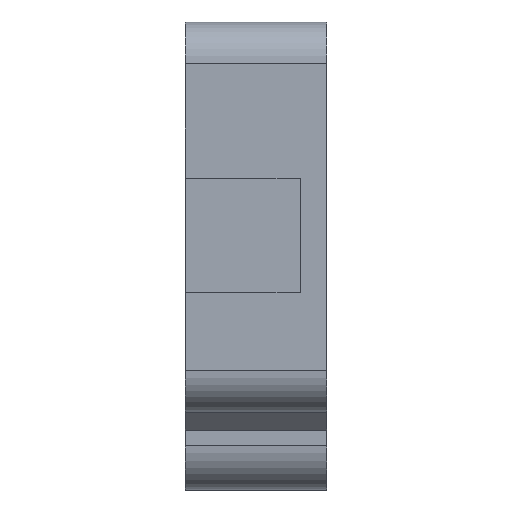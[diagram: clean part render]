
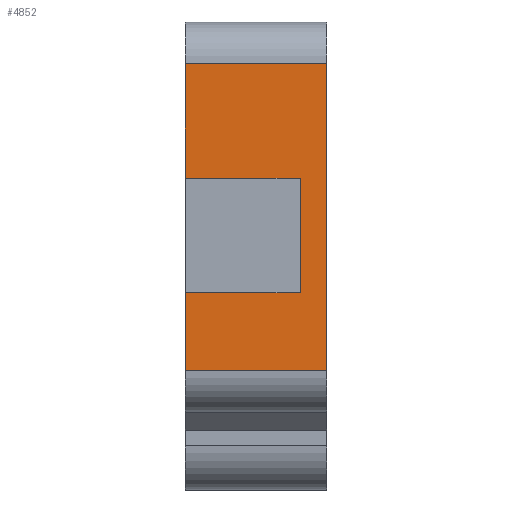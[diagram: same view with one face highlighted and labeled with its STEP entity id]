
A CAD part, left-side view. The second image highlights one B-rep face of the part: STEP entity #4852.
In plain terms, the highlighted planar face has unit normal (-1, 0, 0).
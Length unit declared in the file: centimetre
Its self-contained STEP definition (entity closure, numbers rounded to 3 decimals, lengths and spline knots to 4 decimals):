
#16 = VERTEX_POINT ( 'NONE', #4260 ) ;
#89 = FACE_OUTER_BOUND ( 'NONE', #3976, .T. ) ;
#139 = EDGE_CURVE ( 'NONE', #4046, #5553, #6081, .T. ) ;
#241 = CARTESIAN_POINT ( 'NONE',  ( -7.1862, -2.12, -2.3212 ) ) ;
#518 = DIRECTION ( 'NONE',  ( 0., 1., 0. ) ) ;
#568 = AXIS2_PLACEMENT_3D ( 'NONE', #3860, #5757, #582 ) ;
#582 = DIRECTION ( 'NONE',  ( 0., 0., -1. ) ) ;
#715 = CARTESIAN_POINT ( 'NONE',  ( -7.1862, -1.7225, 0. ) ) ;
#760 = EDGE_CURVE ( 'NONE', #2960, #4338, #1591, .T. ) ;
#846 = CARTESIAN_POINT ( 'NONE',  ( -7.1862, -2.12, -0.5987 ) ) ;
#861 = LINE ( 'NONE', #5048, #3050 ) ;
#900 = DIRECTION ( 'NONE',  ( 0., 0., -1. ) ) ;
#950 = LINE ( 'NONE', #1013, #1886 ) ;
#1003 = VECTOR ( 'NONE', #2067, 100. ) ;
#1013 = CARTESIAN_POINT ( 'NONE',  ( -7.1862, -2.12, -4.0335 ) ) ;
#1088 = ORIENTED_EDGE ( 'NONE', *, *, #3627, .T. ) ;
#1591 = LINE ( 'NONE', #715, #2969 ) ;
#1721 = CARTESIAN_POINT ( 'NONE',  ( -7.1862, -1.7225, -2.3212 ) ) ;
#1856 = CARTESIAN_POINT ( 'NONE',  ( -7.1862, 0., 0. ) ) ;
#1873 = CARTESIAN_POINT ( 'NONE',  ( -7.1862, 0., -0.5987 ) ) ;
#1886 = VECTOR ( 'NONE', #518, 100. ) ;
#1893 = ORIENTED_EDGE ( 'NONE', *, *, #4693, .F. ) ;
#1938 = EDGE_CURVE ( 'NONE', #16, #4046, #3168, .T. ) ;
#1973 = PLANE ( 'NONE',  #568 ) ;
#2067 = DIRECTION ( 'NONE',  ( 0., 1., 0. ) ) ;
#2141 = VERTEX_POINT ( 'NONE', #4249 ) ;
#2351 = CARTESIAN_POINT ( 'NONE',  ( -7.1862, -2.12, -5.2045 ) ) ;
#2613 = LINE ( 'NONE', #1856, #3524 ) ;
#2620 = ORIENTED_EDGE ( 'NONE', *, *, #1938, .T. ) ;
#2660 = DIRECTION ( 'NONE',  ( 0., 0., -1. ) ) ;
#2839 = CARTESIAN_POINT ( 'NONE',  ( -7.1862, -1.7225, -4.0335 ) ) ;
#2960 = VERTEX_POINT ( 'NONE', #2839 ) ;
#2969 = VECTOR ( 'NONE', #4024, 100. ) ;
#3016 = CARTESIAN_POINT ( 'NONE',  ( -7.1862, 0., -4.0335 ) ) ;
#3050 = VECTOR ( 'NONE', #6043, 100. ) ;
#3141 = VECTOR ( 'NONE', #2660, 100. ) ;
#3160 = VECTOR ( 'NONE', #4651, 100. ) ;
#3168 = LINE ( 'NONE', #846, #3721 ) ;
#3280 = ORIENTED_EDGE ( 'NONE', *, *, #3735, .F. ) ;
#3352 = ORIENTED_EDGE ( 'NONE', *, *, #760, .F. ) ;
#3524 = VECTOR ( 'NONE', #900, 100. ) ;
#3586 = CARTESIAN_POINT ( 'NONE',  ( -7.1862, -2.12, 0. ) ) ;
#3627 = EDGE_CURVE ( 'NONE', #2960, #4241, #950, .T. ) ;
#3721 = VECTOR ( 'NONE', #5969, 100. ) ;
#3735 = EDGE_CURVE ( 'NONE', #4338, #5553, #4012, .T. ) ;
#3750 = CARTESIAN_POINT ( 'NONE',  ( -7.1862, 0., 0. ) ) ;
#3798 = CARTESIAN_POINT ( 'NONE',  ( -7.1862, 0., -2.3212 ) ) ;
#3860 = CARTESIAN_POINT ( 'NONE',  ( -7.1862, -2.12, 0. ) ) ;
#3976 = EDGE_LOOP ( 'NONE', ( #3352, #1088, #4246, #5743, #1893, #2620, #4879, #3280 ) ) ;
#4012 = LINE ( 'NONE', #241, #1003 ) ;
#4024 = DIRECTION ( 'NONE',  ( 0., 0., 1. ) ) ;
#4046 = VERTEX_POINT ( 'NONE', #1873 ) ;
#4241 = VERTEX_POINT ( 'NONE', #3016 ) ;
#4246 = ORIENTED_EDGE ( 'NONE', *, *, #4320, .T. ) ;
#4249 = CARTESIAN_POINT ( 'NONE',  ( -7.1862, 0., -5.2045 ) ) ;
#4260 = CARTESIAN_POINT ( 'NONE',  ( -7.1862, -2.12, -0.5987 ) ) ;
#4320 = EDGE_CURVE ( 'NONE', #4241, #2141, #2613, .T. ) ;
#4338 = VERTEX_POINT ( 'NONE', #1721 ) ;
#4462 = VERTEX_POINT ( 'NONE', #2351 ) ;
#4651 = DIRECTION ( 'NONE',  ( 0., 0., -1. ) ) ;
#4693 = EDGE_CURVE ( 'NONE', #16, #4462, #5096, .T. ) ;
#4852 = ADVANCED_FACE ( 'NONE', ( #89 ), #1973, .F. ) ;
#4879 = ORIENTED_EDGE ( 'NONE', *, *, #139, .T. ) ;
#4967 = EDGE_CURVE ( 'NONE', #4462, #2141, #861, .T. ) ;
#5048 = CARTESIAN_POINT ( 'NONE',  ( -7.1862, -2.12, -5.2045 ) ) ;
#5096 = LINE ( 'NONE', #3586, #3141 ) ;
#5553 = VERTEX_POINT ( 'NONE', #3798 ) ;
#5743 = ORIENTED_EDGE ( 'NONE', *, *, #4967, .F. ) ;
#5757 = DIRECTION ( 'NONE',  ( 1., 0., 0. ) ) ;
#5969 = DIRECTION ( 'NONE',  ( 0., 1., 0. ) ) ;
#6043 = DIRECTION ( 'NONE',  ( 0., 1., 0. ) ) ;
#6081 = LINE ( 'NONE', #3750, #3160 ) ;
